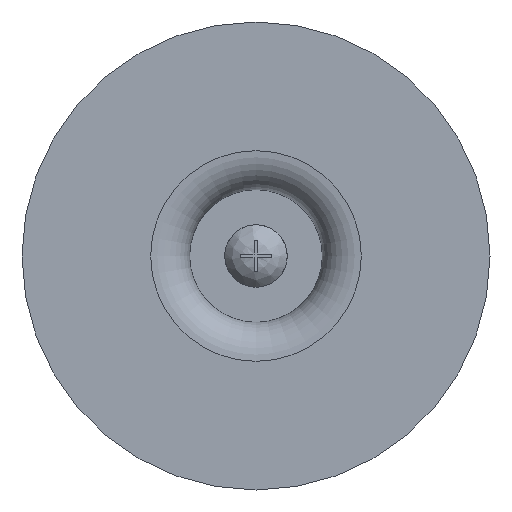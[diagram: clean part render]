
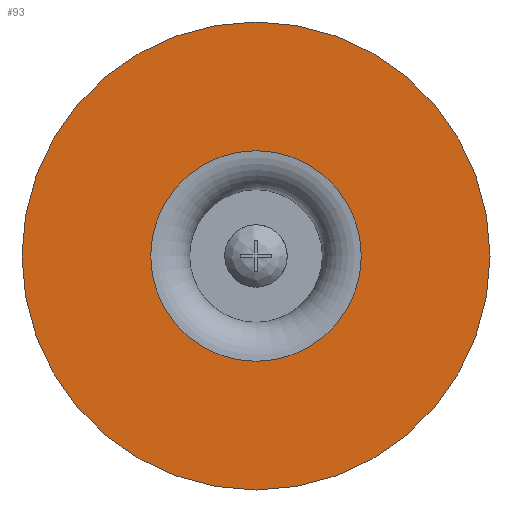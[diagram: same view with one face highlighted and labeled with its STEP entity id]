
A CAD part, front view. The second image highlights one B-rep face of the part: STEP entity #93.
In plain terms, the highlighted planar face has unit normal (0, -1, 0).
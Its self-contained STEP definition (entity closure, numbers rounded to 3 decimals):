
#93 = ADVANCED_FACE( '', ( #216, #217 ), #218, .F. );
#216 = FACE_BOUND( '', #371, .T. );
#217 = FACE_OUTER_BOUND( '', #372, .T. );
#218 = PLANE( '', #373 );
#371 = EDGE_LOOP( '', ( #608 ) );
#372 = EDGE_LOOP( '', ( #609 ) );
#373 = AXIS2_PLACEMENT_3D( '', #610, #611, #612 );
#608 = ORIENTED_EDGE( '', *, *, #898, .F. );
#609 = ORIENTED_EDGE( '', *, *, #925, .T. );
#610 = CARTESIAN_POINT( '', ( 30., 0., 0. ) );
#611 = DIRECTION( '', ( 0., 1., 0. ) );
#612 = DIRECTION( '', ( 0., 0., 1. ) );
#898 = EDGE_CURVE( '', #1055, #1055, #1056, .T. );
#925 = EDGE_CURVE( '', #1098, #1098, #1099, .T. );
#1055 = VERTEX_POINT( '', #1302 );
#1056 = CIRCLE( '', #1303, 13.5 );
#1098 = VERTEX_POINT( '', #1381 );
#1099 = CIRCLE( '', #1382, 30. );
#1302 = CARTESIAN_POINT( '', ( 0., 0., -13.5 ) );
#1303 = AXIS2_PLACEMENT_3D( '', #1605, #1606, #1607 );
#1381 = CARTESIAN_POINT( '', ( 0., 0., -30. ) );
#1382 = AXIS2_PLACEMENT_3D( '', #1631, #1632, #1633 );
#1605 = CARTESIAN_POINT( '', ( 0., 0., 0. ) );
#1606 = DIRECTION( '', ( 0., -1., 0. ) );
#1607 = DIRECTION( '', ( 0., 0., -1. ) );
#1631 = CARTESIAN_POINT( '', ( 0., 0., 0. ) );
#1632 = DIRECTION( '', ( 0., -1., 0. ) );
#1633 = DIRECTION( '', ( 0., 0., -1. ) );
